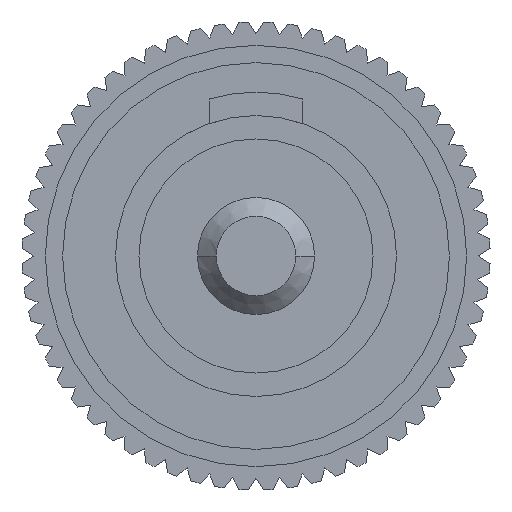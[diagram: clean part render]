
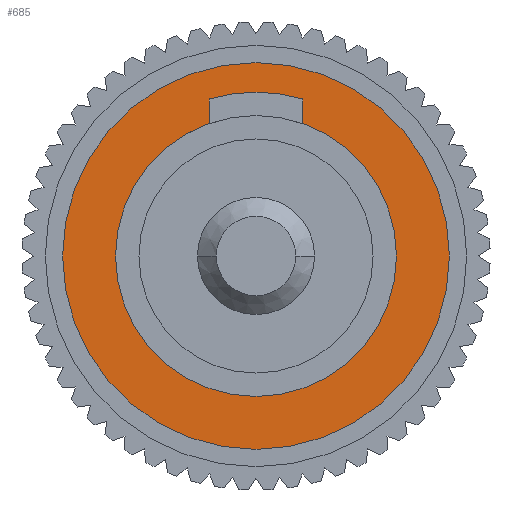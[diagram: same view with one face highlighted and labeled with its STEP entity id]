
A CAD part, left-side view. The second image highlights one B-rep face of the part: STEP entity #685.
In plain terms, the highlighted face is planar.
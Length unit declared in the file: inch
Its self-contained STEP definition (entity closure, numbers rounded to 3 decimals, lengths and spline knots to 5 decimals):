
#76 = EDGE_LOOP ( 'NONE', ( #434, #3679 ) ) ;
#97 = CIRCLE ( 'NONE', #3047, 0.16258 ) ;
#243 = EDGE_LOOP ( 'NONE', ( #7004, #1546 ) ) ;
#434 = ORIENTED_EDGE ( 'NONE', *, *, #1663, .T. ) ;
#541 = AXIS2_PLACEMENT_3D ( 'NONE', #4006, #6785, #2280 ) ;
#636 = CARTESIAN_POINT ( 'NONE',  ( 0.16258, 0., 2.02756 ) ) ;
#685 = ADVANCED_FACE ( 'NONE', ( #4445, #6678 ), #5465, .F. ) ;
#1017 = CARTESIAN_POINT ( 'NONE',  ( 0., 0., 2.02756 ) ) ;
#1112 = DIRECTION ( 'NONE',  ( 0., 0., 1. ) ) ;
#1546 = ORIENTED_EDGE ( 'NONE', *, *, #2797, .F. ) ;
#1648 = DIRECTION ( 'NONE',  ( 0., 0., -1. ) ) ;
#1663 = EDGE_CURVE ( 'NONE', #2553, #3273, #3476, .T. ) ;
#1857 = CARTESIAN_POINT ( 'NONE',  ( 0., 0., 2.02756 ) ) ;
#2105 = DIRECTION ( 'NONE',  ( 0., 0., 1. ) ) ;
#2280 = DIRECTION ( 'NONE',  ( -1., 0., 0. ) ) ;
#2452 = EDGE_CURVE ( 'NONE', #5208, #3528, #6608, .T. ) ;
#2488 = DIRECTION ( 'NONE',  ( 0., 0., 1. ) ) ;
#2553 = VERTEX_POINT ( 'NONE', #636 ) ;
#2792 = CARTESIAN_POINT ( 'NONE',  ( 0., 0., 2.02756 ) ) ;
#2797 = EDGE_CURVE ( 'NONE', #3528, #5208, #6675, .T. ) ;
#3047 = AXIS2_PLACEMENT_3D ( 'NONE', #2792, #2105, #6623 ) ;
#3172 = EDGE_CURVE ( 'NONE', #3273, #2553, #97, .T. ) ;
#3273 = VERTEX_POINT ( 'NONE', #5178 ) ;
#3364 = DIRECTION ( 'NONE',  ( -1., 0., 0. ) ) ;
#3476 = CIRCLE ( 'NONE', #541, 0.16258 ) ;
#3528 = VERTEX_POINT ( 'NONE', #6539 ) ;
#3679 = ORIENTED_EDGE ( 'NONE', *, *, #3172, .T. ) ;
#3748 = DIRECTION ( 'NONE',  ( -1., 0., 0. ) ) ;
#3814 = CARTESIAN_POINT ( 'NONE',  ( 0., 0., 2.02756 ) ) ;
#4006 = CARTESIAN_POINT ( 'NONE',  ( 0., 0., 2.02756 ) ) ;
#4445 = FACE_BOUND ( 'NONE', #243, .T. ) ;
#5033 = AXIS2_PLACEMENT_3D ( 'NONE', #3814, #1112, #3364 ) ;
#5178 = CARTESIAN_POINT ( 'NONE',  ( -0.16258, 0., 2.02756 ) ) ;
#5208 = VERTEX_POINT ( 'NONE', #6154 ) ;
#5230 = DIRECTION ( 'NONE',  ( -1., 0., 0. ) ) ;
#5465 = PLANE ( 'NONE',  #7114 ) ;
#6025 = AXIS2_PLACEMENT_3D ( 'NONE', #1857, #2488, #5230 ) ;
#6154 = CARTESIAN_POINT ( 'NONE',  ( -0.11811, 0., 2.02756 ) ) ;
#6539 = CARTESIAN_POINT ( 'NONE',  ( 0.11811, 0., 2.02756 ) ) ;
#6608 = CIRCLE ( 'NONE', #6025, 0.11811 ) ;
#6623 = DIRECTION ( 'NONE',  ( -1., 0., 0. ) ) ;
#6675 = CIRCLE ( 'NONE', #5033, 0.11811 ) ;
#6678 = FACE_OUTER_BOUND ( 'NONE', #76, .T. ) ;
#6785 = DIRECTION ( 'NONE',  ( 0., 0., 1. ) ) ;
#7004 = ORIENTED_EDGE ( 'NONE', *, *, #2452, .F. ) ;
#7114 = AXIS2_PLACEMENT_3D ( 'NONE', #1017, #1648, #3748 ) ;
